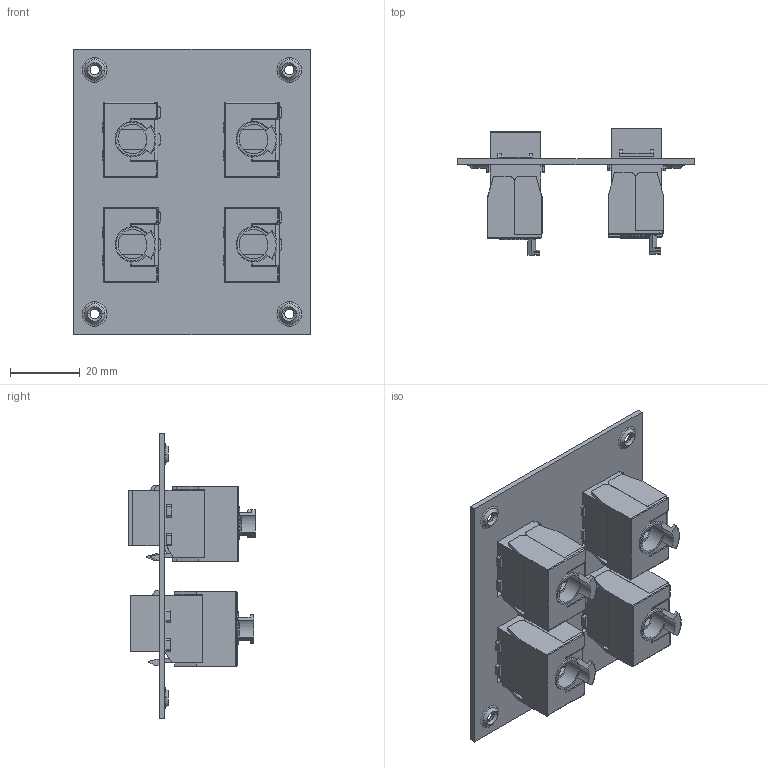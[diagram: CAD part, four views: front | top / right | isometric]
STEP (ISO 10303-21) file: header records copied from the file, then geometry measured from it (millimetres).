
FILE_DESCRIPTION (( 'STEP AP214' ), '1' );
FILE_NAME ('USP4MK-SC5E-POE.STEP', '2018-06-21T12:31:20', ( '' ), ( '' ), 'SwSTEP 2.0', 'SolidWorks 2017', '' );
FILE_SCHEMA (( 'AUTOMOTIVE_DESIGN' ));
Length unit declared in the file: inch
Products named in the file (7): 1AR03-002; USP4MK-SC5E-POE; RJTLC5ES-POE; QKDABLC-MA4; QKDABLC-MA1; QKDABLC-MA2; QKDABLC-MA3
Assembly tree (9 placements, depth 3):
  USP4MK-SC5E-POE
    1AR03-002
    RJTLC5ES-POE  x4
      QKDABLC-MA3
      QKDABLC-MA1
      QKDABLC-MA2
      QKDABLC-MA4
Bounding box: 68.07 x 36.35 x 82.04 mm (x, y, z)
Volume: 33875.8 mm3; surface area: 40576.7 mm2
Topology: 17 solids, 17 shells, 1822 faces, 5080 edges, 3344 vertices
Faces by surface type: plane 1186, cylinder 464, bspline 100, torus 44, cone 28
Entity records: 20779 total; most frequent: CARTESIAN_POINT 4667, ORIENTED_EDGE 2834, DIRECTION 2575, EDGE_CURVE 1417, LINE 999, VECTOR 999, VERTEX_POINT 932, AXIS2_PLACEMENT_3D 788
